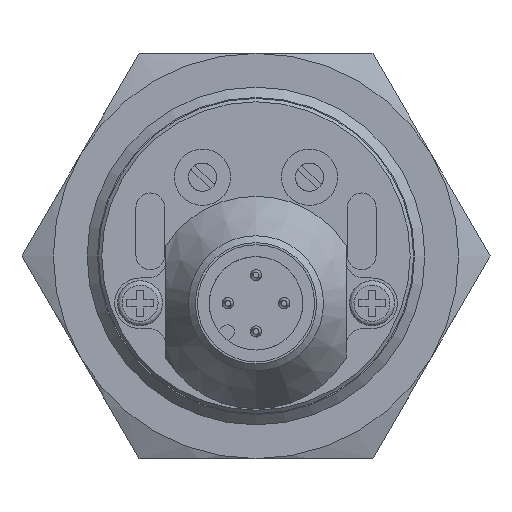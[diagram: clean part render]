
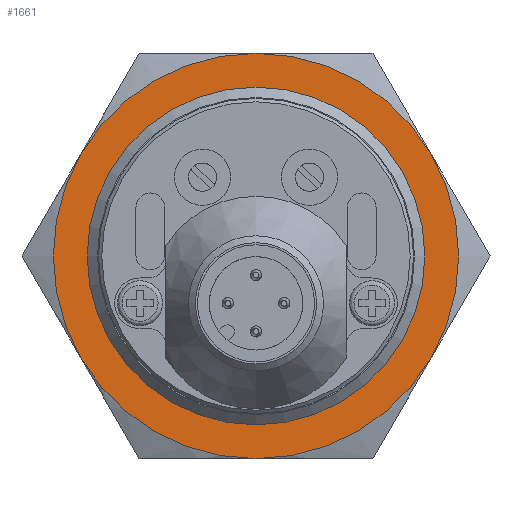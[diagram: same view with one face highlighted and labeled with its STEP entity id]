
A CAD part, front view. The second image highlights one B-rep face of the part: STEP entity #1661.
In plain terms, the highlighted planar face has unit normal (0, -1, 0).
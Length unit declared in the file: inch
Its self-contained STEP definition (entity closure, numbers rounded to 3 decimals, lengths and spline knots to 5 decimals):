
#8 = DIRECTION ( 'NONE',  ( 0., 1., 0. ) ) ;
#62 = CARTESIAN_POINT ( 'NONE',  ( 0., 1.94882, 0. ) ) ;
#110 = VERTEX_POINT ( 'NONE', #3149 ) ;
#126 = EDGE_CURVE ( 'NONE', #3863, #3768, #3336, .T. ) ;
#153 = ORIENTED_EDGE ( 'NONE', *, *, #4483, .F. ) ;
#212 = VERTEX_POINT ( 'NONE', #4323 ) ;
#287 = CARTESIAN_POINT ( 'NONE',  ( 0.70866, 1.94882, 0. ) ) ;
#447 = CIRCLE ( 'NONE', #3717, 0.70866 ) ;
#499 = CARTESIAN_POINT ( 'NONE',  ( 0., 1.94882, -0.59055 ) ) ;
#546 = EDGE_LOOP ( 'NONE', ( #2676 ) ) ;
#555 = CARTESIAN_POINT ( 'NONE',  ( 0., 1.94882, 0.70866 ) ) ;
#737 = CARTESIAN_POINT ( 'NONE',  ( 0., 1.94882, 0. ) ) ;
#745 = EDGE_LOOP ( 'NONE', ( #3720, #2299, #153, #2022, #3267, #1929 ) ) ;
#754 = CARTESIAN_POINT ( 'NONE',  ( 0., 1.94882, 0. ) ) ;
#772 = CIRCLE ( 'NONE', #1070, 0.59055 ) ;
#869 = EDGE_CURVE ( 'NONE', #3768, #212, #2234, .T. ) ;
#898 = CIRCLE ( 'NONE', #3216, 0.70866 ) ;
#1070 = AXIS2_PLACEMENT_3D ( 'NONE', #62, #1477, #3877 ) ;
#1081 = DIRECTION ( 'NONE',  ( 0., 1., 0. ) ) ;
#1174 = EDGE_CURVE ( 'NONE', #110, #3316, #4439, .T. ) ;
#1297 = CARTESIAN_POINT ( 'NONE',  ( 0., 1.94882, 0. ) ) ;
#1405 = EDGE_CURVE ( 'NONE', #3316, #4202, #447, .T. ) ;
#1477 = DIRECTION ( 'NONE',  ( 0., -1., 0. ) ) ;
#1518 = DIRECTION ( 'NONE',  ( -1., 0., 0. ) ) ;
#1661 = ADVANCED_FACE ( 'NONE', ( #4463, #4110 ), #1783, .F. ) ;
#1783 = PLANE ( 'NONE',  #1810 ) ;
#1789 = DIRECTION ( 'NONE',  ( 0., 0., 1. ) ) ;
#1810 = AXIS2_PLACEMENT_3D ( 'NONE', #287, #2382, #3084 ) ;
#1929 = ORIENTED_EDGE ( 'NONE', *, *, #3539, .F. ) ;
#2022 = ORIENTED_EDGE ( 'NONE', *, *, #869, .F. ) ;
#2097 = CARTESIAN_POINT ( 'NONE',  ( 0., 1.94882, 0. ) ) ;
#2202 = AXIS2_PLACEMENT_3D ( 'NONE', #1297, #3721, #4380 ) ;
#2219 = CARTESIAN_POINT ( 'NONE',  ( 0., 1.94882, 0. ) ) ;
#2234 = CIRCLE ( 'NONE', #2448, 0.70866 ) ;
#2299 = ORIENTED_EDGE ( 'NONE', *, *, #1174, .F. ) ;
#2382 = DIRECTION ( 'NONE',  ( 0., 1., 0. ) ) ;
#2448 = AXIS2_PLACEMENT_3D ( 'NONE', #2097, #8, #3115 ) ;
#2570 = EDGE_CURVE ( 'NONE', #3688, #3688, #772, .T. ) ;
#2676 = ORIENTED_EDGE ( 'NONE', *, *, #2570, .F. ) ;
#2828 = CARTESIAN_POINT ( 'NONE',  ( -0.61372, 1.94882, 0.35433 ) ) ;
#3080 = CIRCLE ( 'NONE', #3212, 0.70866 ) ;
#3084 = DIRECTION ( 'NONE',  ( 0., 0., 1. ) ) ;
#3115 = DIRECTION ( 'NONE',  ( -1., 0., 0. ) ) ;
#3149 = CARTESIAN_POINT ( 'NONE',  ( -0.61372, 1.94882, -0.35433 ) ) ;
#3174 = CARTESIAN_POINT ( 'NONE',  ( 0., 1.94882, 0. ) ) ;
#3212 = AXIS2_PLACEMENT_3D ( 'NONE', #2219, #3248, #3588 ) ;
#3216 = AXIS2_PLACEMENT_3D ( 'NONE', #754, #1081, #4243 ) ;
#3248 = DIRECTION ( 'NONE',  ( 0., 1., 0. ) ) ;
#3267 = ORIENTED_EDGE ( 'NONE', *, *, #126, .F. ) ;
#3316 = VERTEX_POINT ( 'NONE', #2828 ) ;
#3336 = CIRCLE ( 'NONE', #3843, 0.70866 ) ;
#3462 = CARTESIAN_POINT ( 'NONE',  ( 0.61372, 1.94882, 0.35433 ) ) ;
#3510 = DIRECTION ( 'NONE',  ( 0., 1., 0. ) ) ;
#3539 = EDGE_CURVE ( 'NONE', #4202, #3863, #3080, .T. ) ;
#3588 = DIRECTION ( 'NONE',  ( 0., 0., 1. ) ) ;
#3688 = VERTEX_POINT ( 'NONE', #499 ) ;
#3717 = AXIS2_PLACEMENT_3D ( 'NONE', #3174, #4221, #1518 ) ;
#3720 = ORIENTED_EDGE ( 'NONE', *, *, #1405, .F. ) ;
#3721 = DIRECTION ( 'NONE',  ( 0., 1., 0. ) ) ;
#3768 = VERTEX_POINT ( 'NONE', #4018 ) ;
#3843 = AXIS2_PLACEMENT_3D ( 'NONE', #737, #3510, #1789 ) ;
#3863 = VERTEX_POINT ( 'NONE', #3462 ) ;
#3877 = DIRECTION ( 'NONE',  ( 0., 0., -1. ) ) ;
#4018 = CARTESIAN_POINT ( 'NONE',  ( 0.61372, 1.94882, -0.35433 ) ) ;
#4110 = FACE_BOUND ( 'NONE', #546, .T. ) ;
#4202 = VERTEX_POINT ( 'NONE', #555 ) ;
#4221 = DIRECTION ( 'NONE',  ( 0., 1., 0. ) ) ;
#4243 = DIRECTION ( 'NONE',  ( 0., 0., 1. ) ) ;
#4323 = CARTESIAN_POINT ( 'NONE',  ( 0., 1.94882, -0.70866 ) ) ;
#4380 = DIRECTION ( 'NONE',  ( -1., 0., 0. ) ) ;
#4439 = CIRCLE ( 'NONE', #2202, 0.70866 ) ;
#4463 = FACE_OUTER_BOUND ( 'NONE', #745, .T. ) ;
#4483 = EDGE_CURVE ( 'NONE', #212, #110, #898, .T. ) ;
